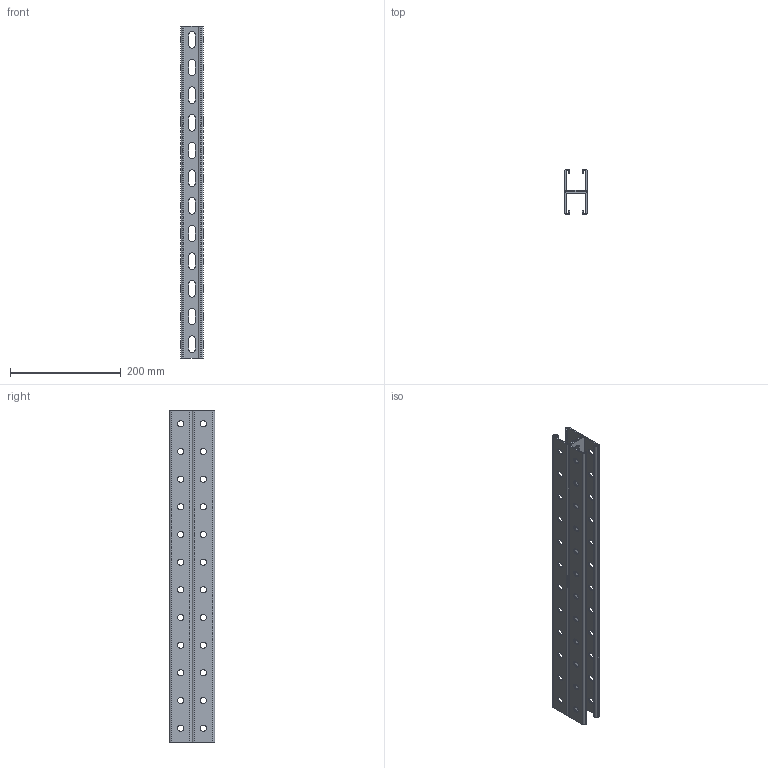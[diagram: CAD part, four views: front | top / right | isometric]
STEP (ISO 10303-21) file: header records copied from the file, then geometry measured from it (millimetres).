
FILE_DESCRIPTION (( 'STEP AP203' ), '1' );
FILE_NAME ('Äâîéíîé STRUT-ïðîôèëü_h41-L600.step', '2022-01-25T08:17:52', ( '' ), ( '' ), 'SwSTEP 2.0', 'SolidWorks 2017', '' );
FILE_SCHEMA (( 'CONFIG_CONTROL_DESIGN' ));
Length unit declared in the file: millimetre
Products named in the file (2): STRUT-镳铘桦黖h41-600; Äâîéíîé STRUT-ïðîôèëü_h41-L600
Assembly tree (2 placements, depth 2):
  Äâîéíîé STRUT-ïðîôèëü_h41-L600
    STRUT-镳铘桦黖h41-600  x2
Bounding box: 41 x 82 x 600 mm (x, y, z)
Volume: 367039.5 mm3; surface area: 316018.7 mm2
Topology: 2 solids, 2 shells, 2300 faces, 6840 edges, 4544 vertices
Faces by surface type: plane 2144, cylinder 156
Entity records: 38220 total; most frequent: CARTESIAN_POINT 6847, ORIENTED_EDGE 6840, DIRECTION 5886, EDGE_CURVE 3420, VECTOR 3264, LINE 3264, VERTEX_POINT 2272, AXIS2_PLACEMENT_3D 1311
